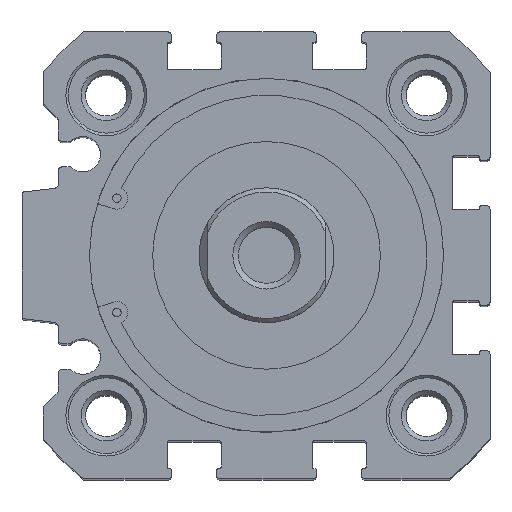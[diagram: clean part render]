
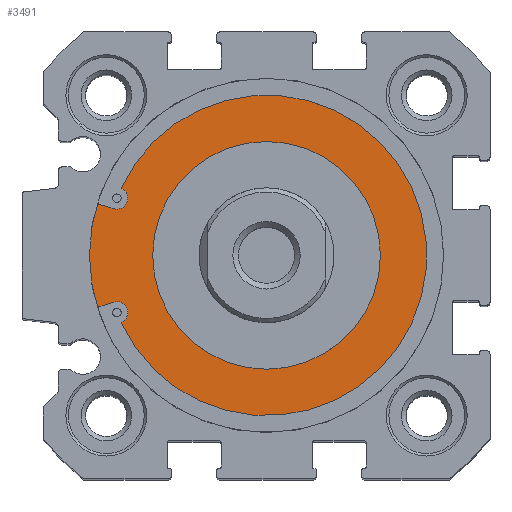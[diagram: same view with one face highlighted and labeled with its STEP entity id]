
A CAD part, top view. The second image highlights one B-rep face of the part: STEP entity #3491.
In plain terms, the highlighted planar face has unit normal (0, 0, 1).
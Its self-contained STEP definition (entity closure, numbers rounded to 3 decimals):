
#51=PLANE('',#3794);
#149=FACE_BOUND('',#1015,.T.);
#287=LINE('',#5619,#573);
#288=LINE('',#5624,#574);
#573=VECTOR('',#4402,1.888);
#574=VECTOR('',#4407,1.844);
#792=FACE_OUTER_BOUND('',#1014,.T.);
#1014=EDGE_LOOP('',(#2537,#2538,#2539,#2540,#2541,#2542,#2543,#2544,#2545,
#2546));
#1015=EDGE_LOOP('',(#2547));
#1283=CIRCLE('',#3702,21.);
#1367=CIRCLE('',#3795,0.2);
#1368=CIRCLE('',#3796,0.2);
#1369=CIRCLE('',#3797,1.3);
#1370=CIRCLE('',#3798,0.1);
#1371=CIRCLE('',#3799,19.);
#1372=CIRCLE('',#3800,0.1);
#1373=CIRCLE('',#3801,1.301);
#1374=CIRCLE('',#3802,13.5);
#1500=VERTEX_POINT('',#5291);
#1502=VERTEX_POINT('',#5295);
#1656=VERTEX_POINT('',#5617);
#1657=VERTEX_POINT('',#5618);
#1658=VERTEX_POINT('',#5621);
#1659=VERTEX_POINT('',#5623);
#1660=VERTEX_POINT('',#5625);
#1661=VERTEX_POINT('',#5627);
#1662=VERTEX_POINT('',#5629);
#1663=VERTEX_POINT('',#5631);
#1664=VERTEX_POINT('',#5634);
#1863=EDGE_CURVE('',#1500,#1502,#1283,.T.);
#2021=EDGE_CURVE('',#1656,#1657,#287,.T.);
#2022=EDGE_CURVE('',#1500,#1656,#1367,.T.);
#2023=EDGE_CURVE('',#1658,#1502,#1368,.T.);
#2024=EDGE_CURVE('',#1659,#1658,#288,.T.);
#2025=EDGE_CURVE('',#1660,#1659,#1369,.T.);
#2026=EDGE_CURVE('',#1660,#1661,#1370,.T.);
#2027=EDGE_CURVE('',#1661,#1662,#1371,.T.);
#2028=EDGE_CURVE('',#1662,#1663,#1372,.T.);
#2029=EDGE_CURVE('',#1657,#1663,#1373,.T.);
#2030=EDGE_CURVE('',#1664,#1664,#1374,.T.);
#2537=ORIENTED_EDGE('',*,*,#2021,.F.);
#2538=ORIENTED_EDGE('',*,*,#2022,.F.);
#2539=ORIENTED_EDGE('',*,*,#1863,.T.);
#2540=ORIENTED_EDGE('',*,*,#2023,.F.);
#2541=ORIENTED_EDGE('',*,*,#2024,.F.);
#2542=ORIENTED_EDGE('',*,*,#2025,.F.);
#2543=ORIENTED_EDGE('',*,*,#2026,.T.);
#2544=ORIENTED_EDGE('',*,*,#2027,.T.);
#2545=ORIENTED_EDGE('',*,*,#2028,.T.);
#2546=ORIENTED_EDGE('',*,*,#2029,.F.);
#2547=ORIENTED_EDGE('',*,*,#2030,.F.);
#3491=ADVANCED_FACE('',(#792,#149),#51,.T.);
#3702=AXIS2_PLACEMENT_3D('',#5297,#4142,#4143);
#3794=AXIS2_PLACEMENT_3D('',#5616,#4400,#4401);
#3795=AXIS2_PLACEMENT_3D('',#5620,#4403,#4404);
#3796=AXIS2_PLACEMENT_3D('',#5622,#4405,#4406);
#3797=AXIS2_PLACEMENT_3D('',#5626,#4408,#4409);
#3798=AXIS2_PLACEMENT_3D('',#5628,#4410,#4411);
#3799=AXIS2_PLACEMENT_3D('',#5630,#4412,#4413);
#3800=AXIS2_PLACEMENT_3D('',#5632,#4414,#4415);
#3801=AXIS2_PLACEMENT_3D('',#5633,#4416,#4417);
#3802=AXIS2_PLACEMENT_3D('',#5635,#4418,#4419);
#4142=DIRECTION('center_axis',(0.,0.,1.));
#4143=DIRECTION('ref_axis',(1.,0.,0.));
#4400=DIRECTION('center_axis',(0.,0.,1.));
#4401=DIRECTION('ref_axis',(1.,0.,0.));
#4402=DIRECTION('',(0.956,-0.292,0.));
#4403=DIRECTION('center_axis',(0.,0.,1.));
#4404=DIRECTION('ref_axis',(1.,0.,0.));
#4405=DIRECTION('center_axis',(0.,0.,1.));
#4406=DIRECTION('ref_axis',(1.,0.,0.));
#4407=DIRECTION('',(-0.956,-0.292,0.));
#4408=DIRECTION('center_axis',(0.,0.,1.));
#4409=DIRECTION('ref_axis',(1.,0.,0.));
#4410=DIRECTION('center_axis',(0.,0.,1.));
#4411=DIRECTION('ref_axis',(1.,0.,0.));
#4412=DIRECTION('center_axis',(0.,0.,1.));
#4413=DIRECTION('ref_axis',(1.,0.,0.));
#4414=DIRECTION('center_axis',(0.,0.,1.));
#4415=DIRECTION('ref_axis',(1.,0.,0.));
#4416=DIRECTION('center_axis',(0.,0.,1.));
#4417=DIRECTION('ref_axis',(1.,0.,0.));
#4418=DIRECTION('center_axis',(0.,0.,1.));
#4419=DIRECTION('ref_axis',(1.,0.,0.));
#5291=CARTESIAN_POINT('',(-20.022,6.333,-1.5));
#5295=CARTESIAN_POINT('',(-20.022,-6.333,-1.5));
#5297=CARTESIAN_POINT('Origin',(0.,0.,-1.5));
#5616=CARTESIAN_POINT('Origin',(0.,0.,-1.5));
#5617=CARTESIAN_POINT('',(-19.89,6.081,-1.5));
#5618=CARTESIAN_POINT('',(-18.085,5.529,-1.5));
#5619=CARTESIAN_POINT('',(-19.89,6.081,-1.5));
#5620=CARTESIAN_POINT('Origin',(-19.832,6.272,-1.5));
#5621=CARTESIAN_POINT('',(-19.89,-6.081,-1.5));
#5622=CARTESIAN_POINT('Origin',(-19.832,-6.272,-1.5));
#5623=CARTESIAN_POINT('',(-18.127,-5.542,-1.5));
#5624=CARTESIAN_POINT('',(-18.127,-5.542,-1.5));
#5625=CARTESIAN_POINT('',(-17.154,-7.942,-1.5));
#5626=CARTESIAN_POINT('Origin',(-17.747,-6.785,-1.5));
#5627=CARTESIAN_POINT('',(-17.199,-8.074,-1.5));
#5628=CARTESIAN_POINT('Origin',(-17.109,-8.031,-1.5));
#5629=CARTESIAN_POINT('',(-17.199,8.074,-1.5));
#5630=CARTESIAN_POINT('Origin',(0.,0.,
-1.5));
#5631=CARTESIAN_POINT('',(-17.154,7.943,-1.5));
#5632=CARTESIAN_POINT('Origin',(-17.108,8.032,-1.5));
#5633=CARTESIAN_POINT('Origin',(-17.747,6.785,-1.5));
#5634=CARTESIAN_POINT('',(13.5,0.,-1.5));
#5635=CARTESIAN_POINT('Origin',(0.,0.,-1.5));
